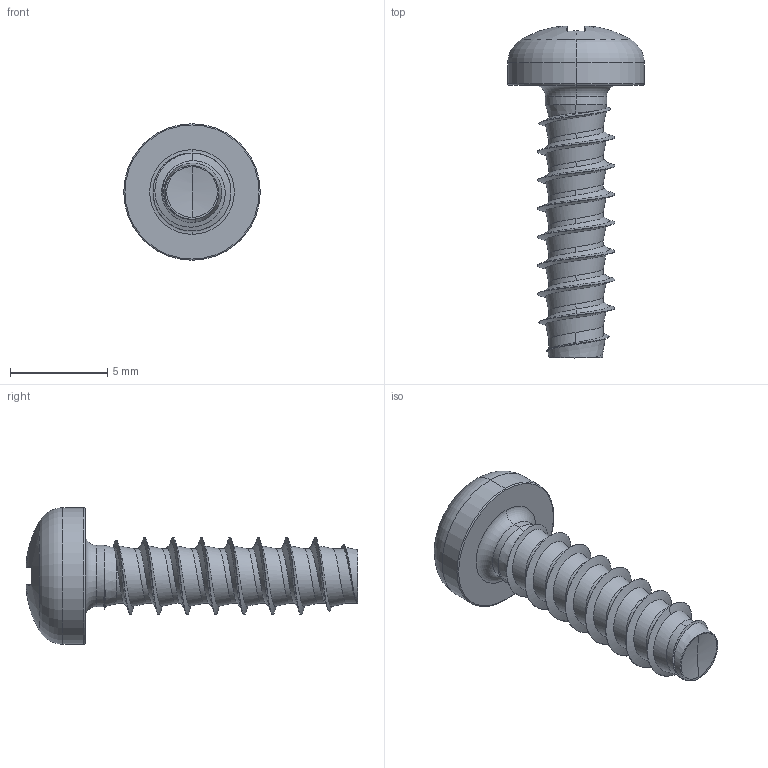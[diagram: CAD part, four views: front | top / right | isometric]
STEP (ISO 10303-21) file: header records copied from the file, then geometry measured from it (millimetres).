
FILE_DESCRIPTION (( 'STEP AP203' ), '1' );
FILE_NAME ('STP220400140.STEP', '2017-08-15T03:03:47', ( '' ), ( '' ), 'SwSTEP 2.0', 'SolidWorks 2015', '' );
FILE_SCHEMA (( 'CONFIG_CONTROL_DESIGN' ));
Length unit declared in the file: millimetre
Products named in the file (1): STP220400140
Bounding box: 7 x 17.03 x 7 mm (x, y, z)
Volume: 188.2 mm3; surface area: 331.1 mm2
Topology: 1 solids, 1 shells, 184 faces, 439 edges, 257 vertices
Faces by surface type: bspline 55, cylinder 43, plane 30, torus 28, sphere 20, cone 8
Entity records: 18795 total; most frequent: CARTESIAN_POINT 14955, ORIENTED_EDGE 874, DIRECTION 705, EDGE_CURVE 437, AXIS2_PLACEMENT_3D 309, VERTEX_POINT 257, EDGE_LOOP 186, FACE_OUTER_BOUND 184
